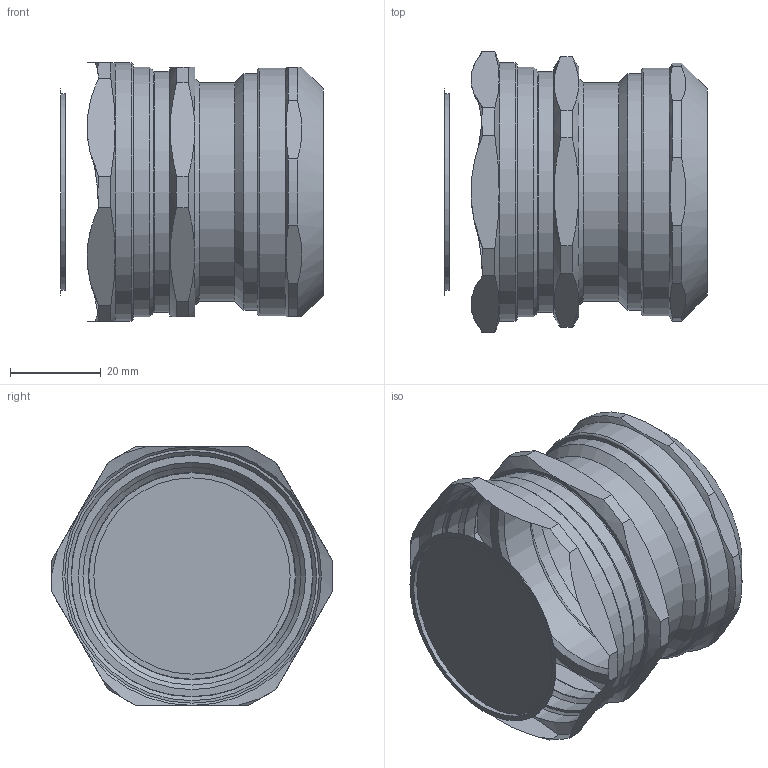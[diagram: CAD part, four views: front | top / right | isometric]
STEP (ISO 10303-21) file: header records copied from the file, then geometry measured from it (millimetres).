
FILE_DESCRIPTION(/* description */ ('','CAx-IF Rec.Pracs.---Representation and Presentation of Product Manufacturing Information (PMI)---4.0---2014-10-13'),/* implementation_level */ '2;1');
FILE_NAME(/* name */ 'ЗЭТАРУС МТР-Т32-МР35.stp',/* time_stamp */ '2022-08-22T10:37:32+07:00',/* author */ ('zeta-09'),/* organization */ (''),/* preprocessor_version */ 'ST-DEVELOPER v18.1',/* originating_system */ 'Autodesk Inventor 2021',/* authorisation */ '');
FILE_SCHEMA (('AP242_MANAGED_MODEL_BASED_3D_ENGINEERING_MIM_LF { 1 0 10303 442 1 1 4 }'));
Length unit declared in the file: millimetre
Products named in the file (1): Деталь34
Bounding box: 57.85 x 61.82 x 57 mm (x, y, z)
Volume: 127902.4 mm3; surface area: 18740.5 mm2
Topology: 1 solids, 3 shells, 80 faces, 192 edges, 124 vertices
Faces by surface type: plane 42, cylinder 16, cone 16, torus 4, bspline 2
Full cylindrical faces by diameter (mm): 31.9 x1, 43 x1, 43.2 x1, 48 x1, 52 x1, 53.1 x1, 54.5 x1, 54.9 x1, 57 x1
Entity records: 2644 total; most frequent: CARTESIAN_POINT 732, ORIENTED_EDGE 382, DIRECTION 364, EDGE_CURVE 192, AXIS2_PLACEMENT_3D 155, VERTEX_POINT 124, EDGE_LOOP 88, FACE_OUTER_BOUND 80
